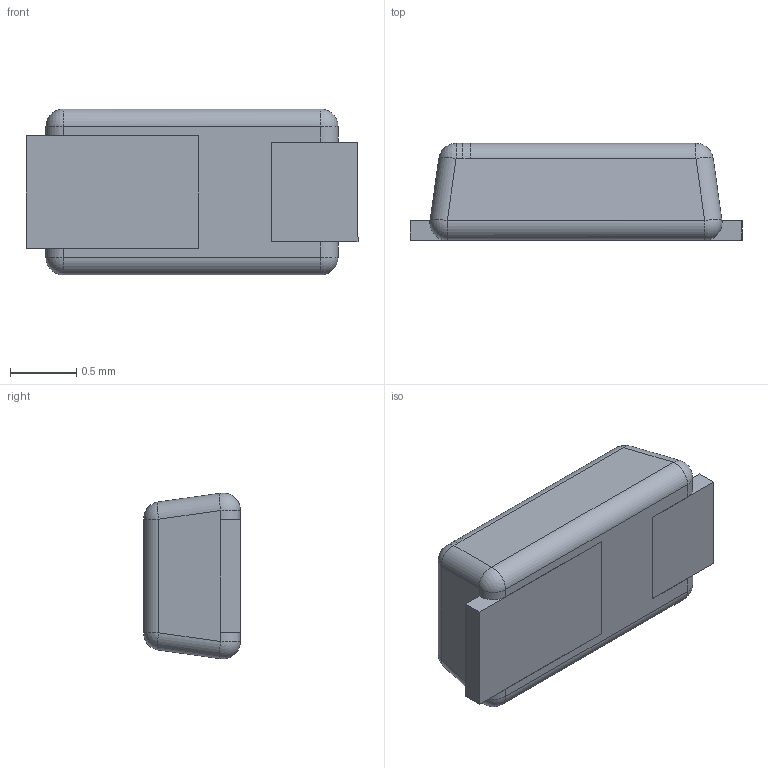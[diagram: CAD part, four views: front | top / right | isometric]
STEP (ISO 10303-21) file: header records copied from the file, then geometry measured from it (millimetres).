
FILE_DESCRIPTION (( 'STEP AP214' ), '1' );
FILE_NAME ('RS1KM.STEP', '2022-02-02T18:06:42', ( '' ), ( '' ), 'SwSTEP 2.0', 'SolidWorks 2017', '' );
FILE_SCHEMA (( 'AUTOMOTIVE_DESIGN' ));
Length unit declared in the file: millimetre
Products named in the file (1): RS1KM
Bounding box: 2.5 x 0.73 x 1.25 mm (x, y, z)
Volume: 1.8 mm3; surface area: 14.4 mm2
Topology: 4 solids, 4 shells, 63 faces, 138 edges, 80 vertices
Faces by surface type: plane 34, cylinder 21, sphere 8
Entity records: 1714 total; most frequent: DIRECTION 303, CARTESIAN_POINT 275, ORIENTED_EDGE 266, EDGE_CURVE 133, AXIS2_PLACEMENT_3D 106, VECTOR 91, LINE 91, VERTEX_POINT 78
